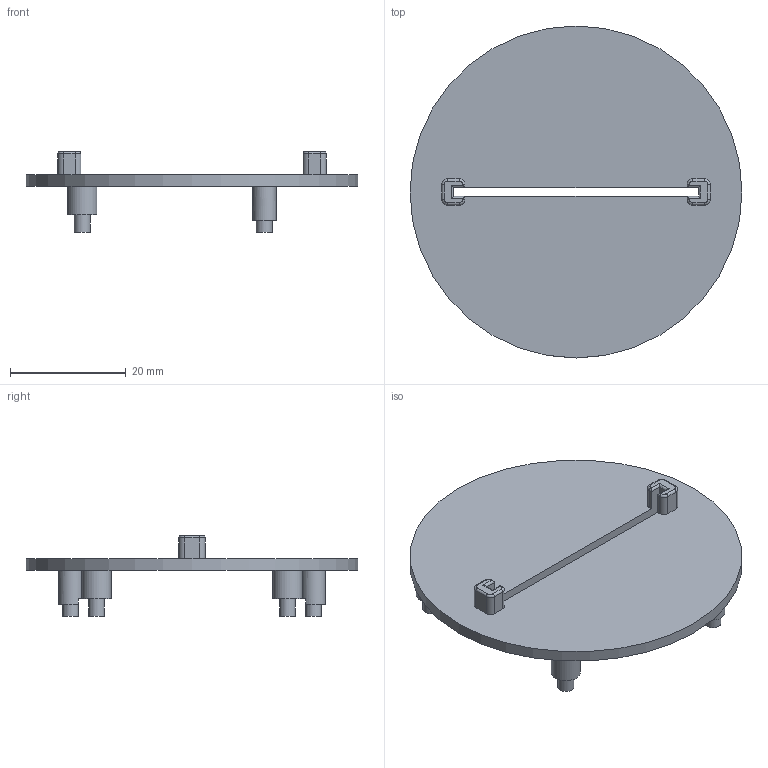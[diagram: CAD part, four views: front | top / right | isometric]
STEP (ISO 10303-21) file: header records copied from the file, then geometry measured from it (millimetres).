
FILE_DESCRIPTION(/* description */ (''),/* implementation_level */ '2;1');
FILE_NAME(/* name */ 'Screen Mount.step',/* time_stamp */ '2025-12-09T20:25:20-08:00',/* author */ (''),/* organization */ (''),/* preprocessor_version */ 'ST-DEVELOPER v20.1',/* originating_system */ 'Autodesk Translation Framework v14.21.0.0',/* authorisation */ '');
FILE_SCHEMA (('AUTOMOTIVE_DESIGN { 1 0 10303 214 3 1 1 }'));
Length unit declared in the file: millimetre
Products named in the file (1): Screen Mount
Bounding box: 57.4 x 57.4 x 14 mm (x, y, z)
Volume: 5565.2 mm3; surface area: 6123.7 mm2
Topology: 1 solids, 1 shells, 74 faces, 167 edges, 103 vertices
Faces by surface type: cylinder 34, plane 31, torus 9
Full cylindrical faces by diameter (mm): 2.748 x4, 4.058 x2, 5.058 x2, 57.4 x1
Entity records: 2131 total; most frequent: DIRECTION 389, CARTESIAN_POINT 371, ORIENTED_EDGE 334, EDGE_CURVE 167, AXIS2_PLACEMENT_3D 149, VERTEX_POINT 103, LINE 91, VECTOR 91
